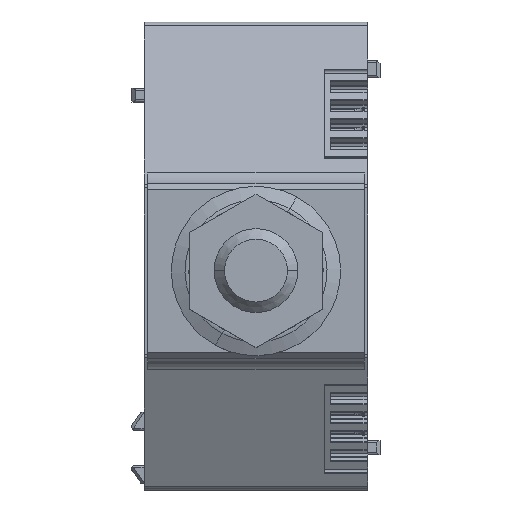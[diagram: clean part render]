
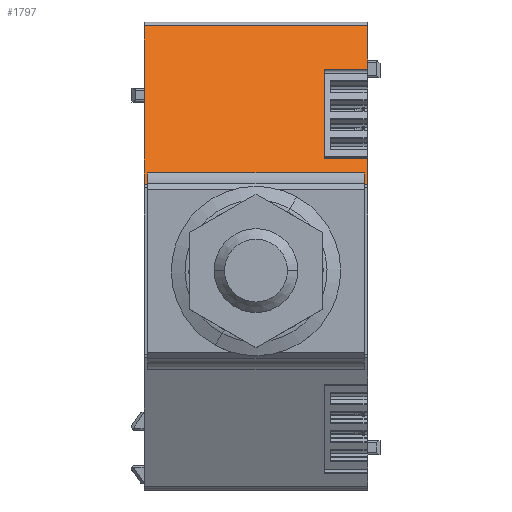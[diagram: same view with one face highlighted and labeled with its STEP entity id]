
A CAD part, top view. The second image highlights one B-rep face of the part: STEP entity #1797.
In plain terms, the highlighted planar face has unit normal (0, 0.478, 0.878).
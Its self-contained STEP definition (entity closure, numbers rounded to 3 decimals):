
#1709=AXIS2_PLACEMENT_3D('Plane Axis2P3D',#1706,#1707,#1708) ;
#222=CARTESIAN_POINT('Line Origine',(1.8,54.12,22.762)) ;
#226=CARTESIAN_POINT('Vertex',(1.8,47.367,26.434)) ;
#228=CARTESIAN_POINT('Vertex',(1.8,60.873,19.089)) ;
#231=CARTESIAN_POINT('Line Origine',(1.8,63.236,17.804)) ;
#235=CARTESIAN_POINT('Vertex',(1.8,65.599,16.519)) ;
#238=CARTESIAN_POINT('Line Origine',(1.8,66.039,16.28)) ;
#242=CARTESIAN_POINT('Vertex',(1.8,66.478,16.041)) ;
#653=CARTESIAN_POINT('Vertex',(1.8,43.701,28.428)) ;
#656=CARTESIAN_POINT('Line Origine',(1.8,44.987,27.729)) ;
#660=CARTESIAN_POINT('Vertex',(1.8,46.273,27.03)) ;
#663=CARTESIAN_POINT('Line Origine',(1.8,46.82,26.732)) ;
#1687=CARTESIAN_POINT('Line Origine',(17.8,66.478,16.041)) ;
#1691=CARTESIAN_POINT('Vertex',(33.8,66.478,16.041)) ;
#1706=CARTESIAN_POINT('Axis2P3D Location',(17.8,43.8,28.375)) ;
#1711=CARTESIAN_POINT('Line Origine',(33.3,44.534,27.975)) ;
#1715=CARTESIAN_POINT('Vertex',(33.3,43.701,28.428)) ;
#1717=CARTESIAN_POINT('Vertex',(33.3,45.367,27.523)) ;
#1720=CARTESIAN_POINT('Line Origine',(33.55,43.701,28.428)) ;
#1724=CARTESIAN_POINT('Vertex',(33.8,43.701,28.428)) ;
#1727=CARTESIAN_POINT('Line Origine',(33.8,45.65,27.368)) ;
#1731=CARTESIAN_POINT('Vertex',(33.8,47.599,26.308)) ;
#1734=CARTESIAN_POINT('Line Origine',(30.7,47.599,26.308)) ;
#1738=CARTESIAN_POINT('Vertex',(27.6,47.599,26.308)) ;
#1741=CARTESIAN_POINT('Line Origine',(27.6,53.925,22.868)) ;
#1745=CARTESIAN_POINT('Vertex',(27.6,60.25,19.428)) ;
#1748=CARTESIAN_POINT('Line Origine',(30.7,60.25,19.428)) ;
#1752=CARTESIAN_POINT('Vertex',(33.8,60.25,19.428)) ;
#1755=CARTESIAN_POINT('Line Origine',(33.8,63.364,17.735)) ;
#1760=CARTESIAN_POINT('Line Origine',(2.05,43.701,28.428)) ;
#1764=CARTESIAN_POINT('Vertex',(2.3,43.701,28.428)) ;
#1767=CARTESIAN_POINT('Line Origine',(2.3,44.534,27.975)) ;
#1771=CARTESIAN_POINT('Vertex',(2.3,45.367,27.523)) ;
#1774=CARTESIAN_POINT('Line Origine',(17.8,45.367,27.523)) ;
#223=DIRECTION('Vector Direction',(0.,0.878,-0.478)) ;
#232=DIRECTION('Vector Direction',(0.,0.878,-0.478)) ;
#239=DIRECTION('Vector Direction',(0.,-0.878,0.478)) ;
#657=DIRECTION('Vector Direction',(0.,-0.878,0.478)) ;
#664=DIRECTION('Vector Direction',(0.,0.878,-0.478)) ;
#1688=DIRECTION('Vector Direction',(1.,0.,0.)) ;
#1707=DIRECTION('Axis2P3D Direction',(0.,-0.478,-0.878)) ;
#1708=DIRECTION('Axis2P3D XDirection',(0.,0.878,-0.478)) ;
#1712=DIRECTION('Vector Direction',(0.,0.878,-0.478)) ;
#1721=DIRECTION('Vector Direction',(-1.,0.,0.)) ;
#1728=DIRECTION('Vector Direction',(0.,-0.878,0.478)) ;
#1735=DIRECTION('Vector Direction',(-1.,0.,0.)) ;
#1742=DIRECTION('Vector Direction',(0.,0.878,-0.478)) ;
#1749=DIRECTION('Vector Direction',(-1.,0.,0.)) ;
#1756=DIRECTION('Vector Direction',(0.,-0.878,0.478)) ;
#1761=DIRECTION('Vector Direction',(1.,0.,0.)) ;
#1768=DIRECTION('Vector Direction',(0.,0.878,-0.478)) ;
#1775=DIRECTION('Vector Direction',(1.,0.,0.)) ;
#224=VECTOR('Line Direction',#223,1.) ;
#233=VECTOR('Line Direction',#232,1.) ;
#240=VECTOR('Line Direction',#239,1.) ;
#658=VECTOR('Line Direction',#657,1.) ;
#665=VECTOR('Line Direction',#664,1.) ;
#1689=VECTOR('Line Direction',#1688,1.) ;
#1713=VECTOR('Line Direction',#1712,1.) ;
#1722=VECTOR('Line Direction',#1721,1.) ;
#1729=VECTOR('Line Direction',#1728,1.) ;
#1736=VECTOR('Line Direction',#1735,1.) ;
#1743=VECTOR('Line Direction',#1742,1.) ;
#1750=VECTOR('Line Direction',#1749,1.) ;
#1757=VECTOR('Line Direction',#1756,1.) ;
#1762=VECTOR('Line Direction',#1761,1.) ;
#1769=VECTOR('Line Direction',#1768,1.) ;
#1776=VECTOR('Line Direction',#1775,1.) ;
#1780=ORIENTED_EDGE('',*,*,#1719,.F.) ;
#1781=ORIENTED_EDGE('',*,*,#1726,.T.) ;
#1782=ORIENTED_EDGE('',*,*,#1733,.F.) ;
#1783=ORIENTED_EDGE('',*,*,#1740,.T.) ;
#1784=ORIENTED_EDGE('',*,*,#1747,.T.) ;
#1785=ORIENTED_EDGE('',*,*,#1754,.F.) ;
#1786=ORIENTED_EDGE('',*,*,#1759,.F.) ;
#1787=ORIENTED_EDGE('',*,*,#1693,.F.) ;
#1788=ORIENTED_EDGE('',*,*,#244,.F.) ;
#1789=ORIENTED_EDGE('',*,*,#237,.F.) ;
#1790=ORIENTED_EDGE('',*,*,#230,.F.) ;
#1791=ORIENTED_EDGE('',*,*,#667,.F.) ;
#1792=ORIENTED_EDGE('',*,*,#662,.F.) ;
#1793=ORIENTED_EDGE('',*,*,#1766,.T.) ;
#1794=ORIENTED_EDGE('',*,*,#1773,.F.) ;
#1795=ORIENTED_EDGE('',*,*,#1778,.T.) ;
#1797=ADVANCED_FACE('V1',(#1796),#1710,.F.) ;
#230=EDGE_CURVE('',#227,#229,#225,.T.) ;
#237=EDGE_CURVE('',#229,#236,#234,.T.) ;
#244=EDGE_CURVE('',#236,#243,#241,.F.) ;
#662=EDGE_CURVE('',#654,#661,#659,.F.) ;
#667=EDGE_CURVE('',#661,#227,#666,.T.) ;
#1693=EDGE_CURVE('',#243,#1692,#1690,.T.) ;
#1719=EDGE_CURVE('',#1716,#1718,#1714,.T.) ;
#1726=EDGE_CURVE('',#1716,#1725,#1723,.F.) ;
#1733=EDGE_CURVE('',#1732,#1725,#1730,.T.) ;
#1740=EDGE_CURVE('',#1732,#1739,#1737,.T.) ;
#1747=EDGE_CURVE('',#1739,#1746,#1744,.T.) ;
#1754=EDGE_CURVE('',#1753,#1746,#1751,.T.) ;
#1759=EDGE_CURVE('',#1692,#1753,#1758,.T.) ;
#1766=EDGE_CURVE('',#654,#1765,#1763,.T.) ;
#1773=EDGE_CURVE('',#1772,#1765,#1770,.F.) ;
#1778=EDGE_CURVE('',#1772,#1718,#1777,.T.) ;
#1779=EDGE_LOOP('',(#1780,#1781,#1782,#1783,#1784,#1785,#1786,#1787,#1788,#1789,#1790,#1791,#1792,#1793,#1794,#1795)) ;
#1796=FACE_OUTER_BOUND('',#1779,.T.) ;
#225=LINE('Line',#222,#224) ;
#234=LINE('Line',#231,#233) ;
#241=LINE('Line',#238,#240) ;
#659=LINE('Line',#656,#658) ;
#666=LINE('Line',#663,#665) ;
#1690=LINE('Line',#1687,#1689) ;
#1714=LINE('Line',#1711,#1713) ;
#1723=LINE('Line',#1720,#1722) ;
#1730=LINE('Line',#1727,#1729) ;
#1737=LINE('Line',#1734,#1736) ;
#1744=LINE('Line',#1741,#1743) ;
#1751=LINE('Line',#1748,#1750) ;
#1758=LINE('Line',#1755,#1757) ;
#1763=LINE('Line',#1760,#1762) ;
#1770=LINE('Line',#1767,#1769) ;
#1777=LINE('Line',#1774,#1776) ;
#1710=PLANE('',#1709) ;
#227=VERTEX_POINT('',#226) ;
#229=VERTEX_POINT('',#228) ;
#236=VERTEX_POINT('',#235) ;
#243=VERTEX_POINT('',#242) ;
#654=VERTEX_POINT('',#653) ;
#661=VERTEX_POINT('',#660) ;
#1692=VERTEX_POINT('',#1691) ;
#1716=VERTEX_POINT('',#1715) ;
#1718=VERTEX_POINT('',#1717) ;
#1725=VERTEX_POINT('',#1724) ;
#1732=VERTEX_POINT('',#1731) ;
#1739=VERTEX_POINT('',#1738) ;
#1746=VERTEX_POINT('',#1745) ;
#1753=VERTEX_POINT('',#1752) ;
#1765=VERTEX_POINT('',#1764) ;
#1772=VERTEX_POINT('',#1771) ;
